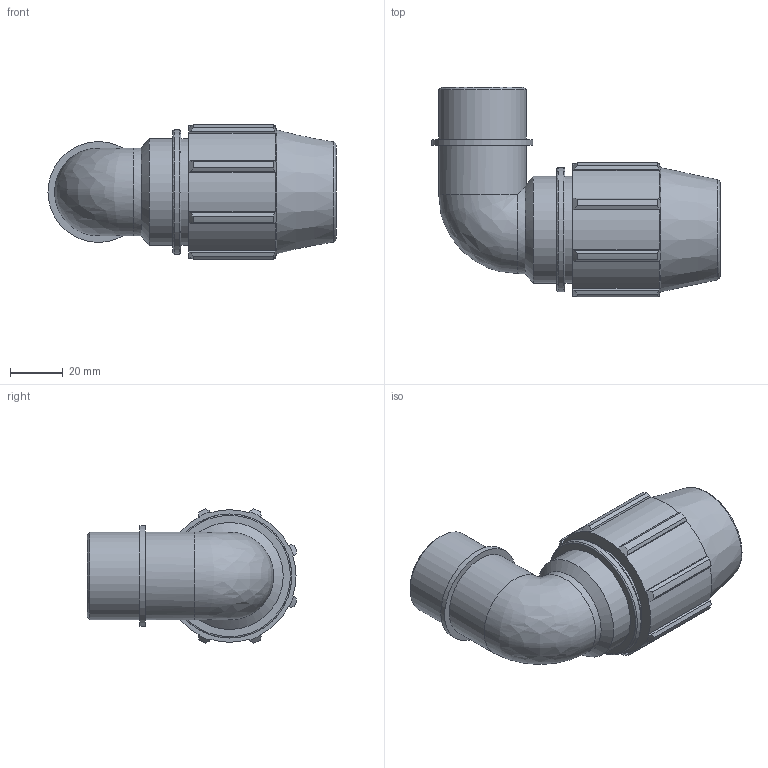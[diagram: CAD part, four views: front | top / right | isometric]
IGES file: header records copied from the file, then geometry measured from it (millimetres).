
Global section: file name: 078500025010_188500025010_0785060250100A.ipt; native system: Autodesk Inventor 2015; preprocessor: unknown; author: KIM; date: 20170606.133118; units: millimetre
Bounding box: 109.12 x 79.41 x 50.81 mm (x, y, z)
Volume: 117012.3 mm3; surface area: 32214.1 mm2
Topology: 1 solids, 1 shells, 86 faces, 237 edges, 158 vertices
Faces by surface type: plane 41, cylinder 23, cone 12, revolution 9, bspline 1
Full cylindrical faces by diameter (mm): 33.249 x2, 38.236 x1, 40.5 x2, 46.98 x1
